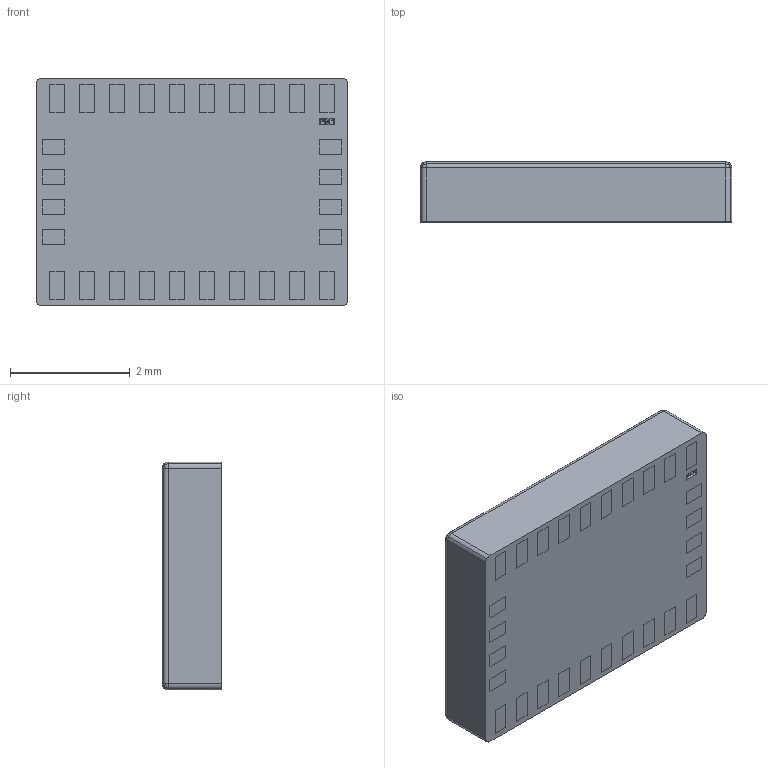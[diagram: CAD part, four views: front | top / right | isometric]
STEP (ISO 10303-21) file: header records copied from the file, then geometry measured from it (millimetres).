
FILE_DESCRIPTION (( 'STEP AP214' ), '1' );
FILE_NAME ('BNO055.step', '2020-10-06T04:52:06', ( '' ), ( '' ), 'SwSTEP 2.0', 'SolidWorks 2020', '' );
FILE_SCHEMA (( 'AUTOMOTIVE_DESIGN' ));
Length unit declared in the file: millimetre
Products named in the file (4): BNO055 v3.step.step.step; Component3.step.step.step; BNO055; BNO055.step.step.step
Assembly tree (3 placements, depth 3):
  BNO055
    BNO055.step.step.step
      Component3.step.step.step
      BNO055 v3.step.step.step
Bounding box: 5.2 x 1 x 3.8 mm (x, y, z)
Volume: 19.7 mm3; surface area: 72.9 mm2
Topology: 29 solids, 29 shells, 401 faces, 900 edges, 592 vertices
Faces by surface type: plane 352, cylinder 18, sphere 16, bspline 15
Entity records: 11471 total; most frequent: CARTESIAN_POINT 2155, ORIENTED_EDGE 1800, DIRECTION 1716, EDGE_CURVE 900, LINE 810, VECTOR 810, VERTEX_POINT 592, AXIS2_PLACEMENT_3D 453
